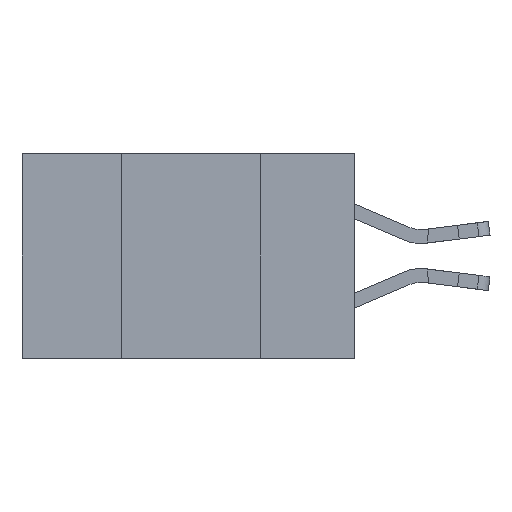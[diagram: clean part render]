
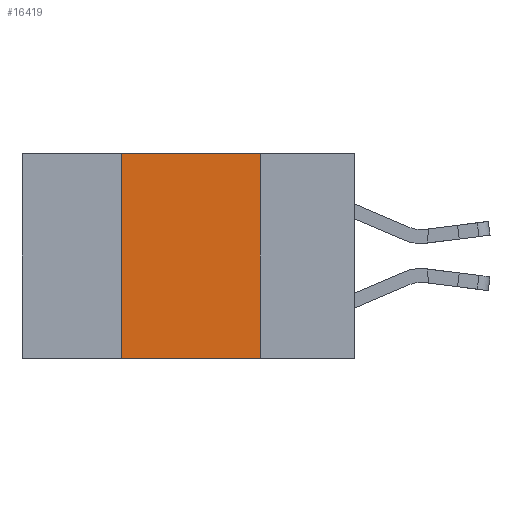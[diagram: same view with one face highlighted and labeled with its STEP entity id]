
A CAD part, left-side view. The second image highlights one B-rep face of the part: STEP entity #16419.
In plain terms, the highlighted planar face has unit normal (-1, 0, 0).
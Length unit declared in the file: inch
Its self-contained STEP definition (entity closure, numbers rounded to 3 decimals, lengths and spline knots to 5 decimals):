
#317 = EDGE_LOOP ( 'NONE', ( #2950, #13830, #5264, #10006 ) ) ;
#790 = EDGE_CURVE ( 'NONE', #1568, #10298, #8410, .T. ) ;
#1568 = VERTEX_POINT ( 'NONE', #3642 ) ;
#1699 = EDGE_CURVE ( 'NONE', #13746, #2016, #6138, .T. ) ;
#2016 = VERTEX_POINT ( 'NONE', #10393 ) ;
#2073 = CARTESIAN_POINT ( 'NONE',  ( 0., 0.42, 0. ) ) ;
#2415 = AXIS2_PLACEMENT_3D ( 'NONE', #13245, #14442, #5426 ) ;
#2950 = ORIENTED_EDGE ( 'NONE', *, *, #13502, .F. ) ;
#3642 = CARTESIAN_POINT ( 'NONE',  ( 0., 0.42, 0. ) ) ;
#3876 = CARTESIAN_POINT ( 'NONE',  ( 0., 0.6, 0. ) ) ;
#4381 = CARTESIAN_POINT ( 'NONE',  ( 0., 0.17, 0. ) ) ;
#5078 = DIRECTION ( 'NONE',  ( 0., -1., 0. ) ) ;
#5264 = ORIENTED_EDGE ( 'NONE', *, *, #12176, .F. ) ;
#5363 = PLANE ( 'NONE',  #2415 ) ;
#5426 = DIRECTION ( 'NONE',  ( 0., 0., -1. ) ) ;
#5699 = DIRECTION ( 'NONE',  ( 0., 0., -1. ) ) ;
#6095 = DIRECTION ( 'NONE',  ( 0., 0., 1. ) ) ;
#6138 = LINE ( 'NONE', #9365, #6756 ) ;
#6403 = LINE ( 'NONE', #4381, #10434 ) ;
#6756 = VECTOR ( 'NONE', #8566, 39.37008 ) ;
#8410 = LINE ( 'NONE', #3876, #14700 ) ;
#8566 = DIRECTION ( 'NONE',  ( 0., -1., 0. ) ) ;
#9365 = CARTESIAN_POINT ( 'NONE',  ( 0., 0.6, -0.37 ) ) ;
#10006 = ORIENTED_EDGE ( 'NONE', *, *, #1699, .T. ) ;
#10298 = VERTEX_POINT ( 'NONE', #13086 ) ;
#10393 = CARTESIAN_POINT ( 'NONE',  ( 0., 0.17, -0.37 ) ) ;
#10434 = VECTOR ( 'NONE', #5699, 39.37008 ) ;
#12176 = EDGE_CURVE ( 'NONE', #13746, #1568, #13567, .T. ) ;
#12591 = FACE_OUTER_BOUND ( 'NONE', #317, .T. ) ;
#13086 = CARTESIAN_POINT ( 'NONE',  ( 0., 0.17, 0. ) ) ;
#13245 = CARTESIAN_POINT ( 'NONE',  ( 0., 0.6, 0. ) ) ;
#13366 = VECTOR ( 'NONE', #6095, 39.37008 ) ;
#13502 = EDGE_CURVE ( 'NONE', #10298, #2016, #6403, .T. ) ;
#13567 = LINE ( 'NONE', #2073, #13366 ) ;
#13746 = VERTEX_POINT ( 'NONE', #15447 ) ;
#13830 = ORIENTED_EDGE ( 'NONE', *, *, #790, .F. ) ;
#14442 = DIRECTION ( 'NONE',  ( 1., 0., 0. ) ) ;
#14700 = VECTOR ( 'NONE', #5078, 39.37008 ) ;
#15447 = CARTESIAN_POINT ( 'NONE',  ( 0., 0.42, -0.37 ) ) ;
#16419 = ADVANCED_FACE ( 'NONE', ( #12591 ), #5363, .F. ) ;
